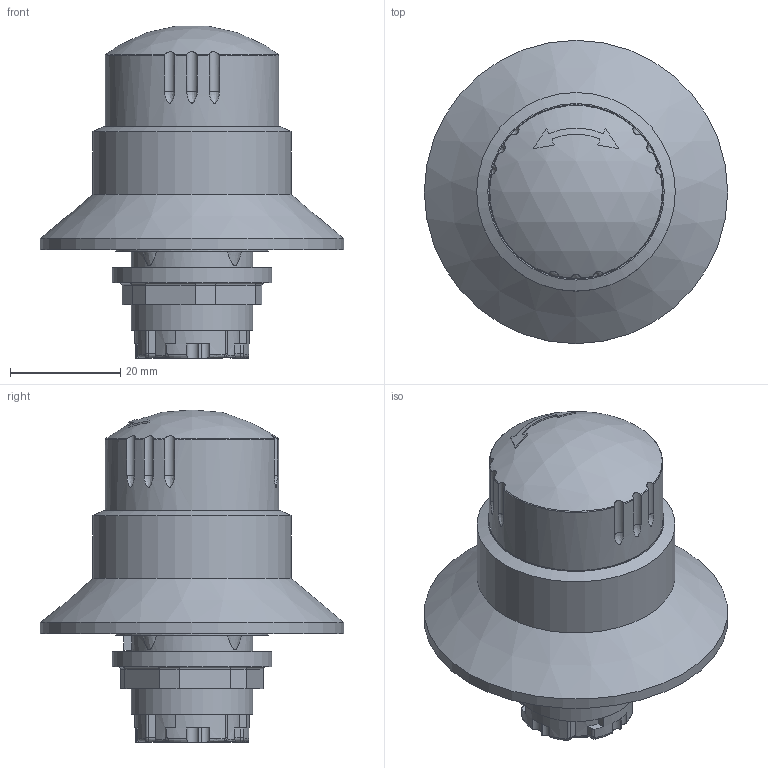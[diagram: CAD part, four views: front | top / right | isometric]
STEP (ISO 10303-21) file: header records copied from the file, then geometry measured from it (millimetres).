
FILE_DESCRIPTION(/* description */ (''),/* implementation_level */ '2;1');
FILE_NAME(/* name */ 'QRBUV.stp',/* time_stamp */ '2017-08-21T13:47:49+02:00',/* author */ ('mharscher'),/* organization */ (''),/* preprocessor_version */ 'ST-DEVELOPER v16.1',/* originating_system */ 'Autodesk Inventor 2016',/* authorisation */ '');
FILE_SCHEMA (('AUTOMOTIVE_DESIGN { 1 0 10303 214 3 1 1 }'));
Length unit declared in the file: centimetre
Products named in the file (1): QRBUV
Bounding box: 55 x 55 x 60.2 mm (x, y, z)
Volume: 43090.4 mm3; surface area: 13354.9 mm2
Topology: 1 solids, 5 shells, 255 faces, 681 edges, 440 vertices
Faces by surface type: cylinder 97, plane 96, torus 32, bspline 17, cone 11, sphere 2
Full cylindrical faces by diameter (mm): 22 x2, 22.6 x1, 25.35 x1, 27.65 x1, 28.3 x1, 29 x1, 31.5 x1, 31.55 x1, 32 x1, 33.6 x1, 36 x1, 52 x1, 55 x1
Entity records: 8953 total; most frequent: CARTESIAN_POINT 2763, ORIENTED_EDGE 1306, DIRECTION 1272, EDGE_CURVE 649, AXIS2_PLACEMENT_3D 498, VERTEX_POINT 431, EDGE_LOOP 294, LINE 276
